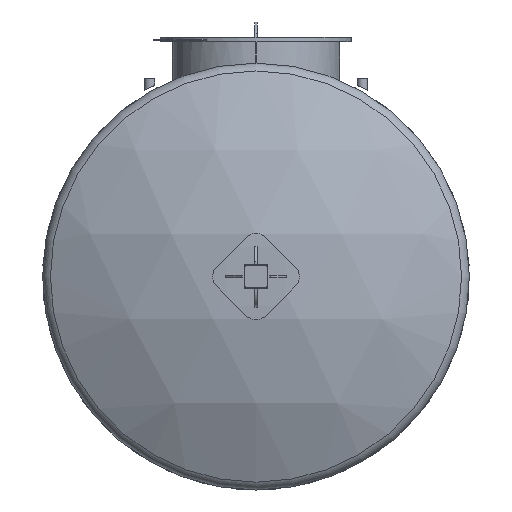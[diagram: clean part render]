
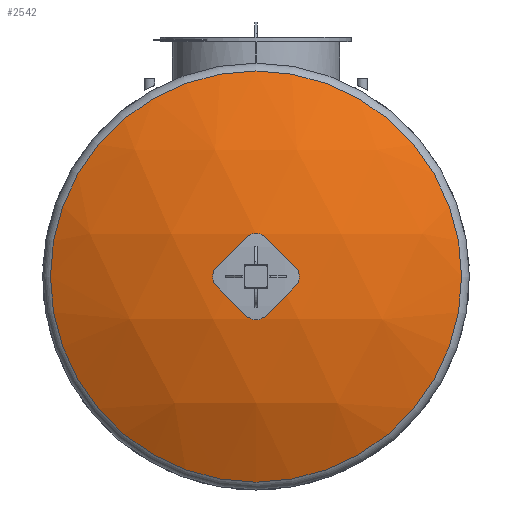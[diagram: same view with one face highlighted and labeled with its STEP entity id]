
A CAD part, left-side view. The second image highlights one B-rep face of the part: STEP entity #2542.
In plain terms, the highlighted spherical face has radius 1609 mm.
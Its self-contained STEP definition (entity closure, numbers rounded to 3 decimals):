
#23=SPHERICAL_SURFACE('',#2849,1609.);
#699=FACE_OUTER_BOUND('',#845,.T.);
#845=EDGE_LOOP('',(#2071));
#954=CIRCLE('',#2847,773.649);
#1180=VERTEX_POINT('',#4816);
#1526=EDGE_CURVE('',#1180,#1180,#954,.T.);
#2071=ORIENTED_EDGE('',*,*,#1526,.T.);
#2542=ADVANCED_FACE('',(#699),#23,.T.);
#2847=AXIS2_PLACEMENT_3D('',#4817,#3488,#3489);
#2849=AXIS2_PLACEMENT_3D('',#4819,#3492,#3493);
#3488=DIRECTION('center_axis',(-1.,0.,0.));
#3489=DIRECTION('ref_axis',(0.,-1.,0.));
#3492=DIRECTION('center_axis',(0.,0.,1.));
#3493=DIRECTION('ref_axis',(0.,-1.,0.));
#4816=CARTESIAN_POINT('',(-75.069,0.,773.649));
#4817=CARTESIAN_POINT('Origin',(-75.069,0.,
0.));
#4819=CARTESIAN_POINT('Origin',(1335.727,0.,0.));
